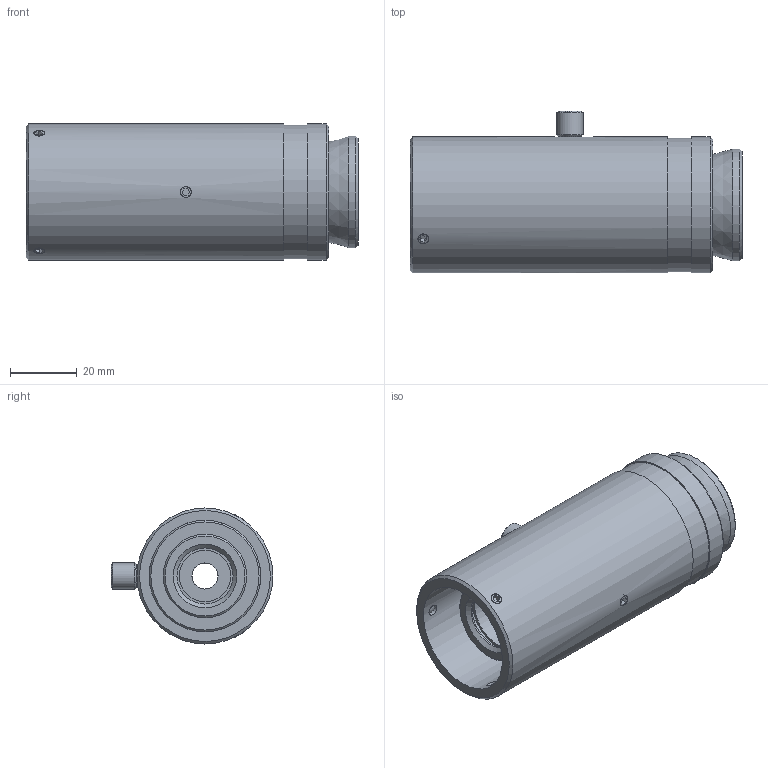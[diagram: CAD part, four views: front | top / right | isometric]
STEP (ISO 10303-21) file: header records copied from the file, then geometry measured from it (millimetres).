
FILE_DESCRIPTION((''),'2;1');
FILE_NAME('6233_0.stp','2006-01-18T11:28:31',('PODLENA'),(''),'Autodesk Inventor 10','Autodesk Inventor 10','');
FILE_SCHEMA(('AUTOMOTIVE_DESIGN { 1 0 10303 214 1 1 1 1 }'));
Length unit declared in the file: inch
Products named in the file (9): 6233_0; 6247; 60148; 7105; Hexagon Socket Set Screw - Cup Point - No. 4 - 40 x 0; 6242; 6243; 6244; 7004
Assembly tree (11 placements, depth 2):
  6233_0
    6247
    60148
    7105
    Hexagon Socket Set Screw - Cup Point - No. 4 - 40 x 0
    6242
    6243
    6244
    7004  x4
Bounding box: 99.19 x 48.39 x 40.64 mm (x, y, z)
Volume: 75811.5 mm3; surface area: 38691.3 mm2
Topology: 11 solids, 11 shells, 151 faces, 313 edges, 202 vertices
Faces by surface type: plane 73, cylinder 40, cone 27, bspline 7, sphere 4
Full cylindrical faces by diameter (mm): 2.845 x1, 3.302 x1, 3.429 x1, 4.166 x4, 7.696 x1, 7.798 x1, 7.874 x1, 9.068 x1, 9.144 x1, 11.176 x1, 15.392 x1, 16.764 x1, 16.916 x1, 19.533 x1, 20.701 x2, 21.361 x2, 22.225 x2, 22.885 x2, 24.892 x2, 26.975 x1, 32.817 x1, 33.325 x3, 33.35 x1, 39.878 x1, 40.64 x2
Entity records: 3545 total; most frequent: CARTESIAN_POINT 1085, DIRECTION 478, ORIENTED_EDGE 326, EDGE_LOOP 226, AXIS2_PLACEMENT_3D 219, EDGE_CURVE 163, VERTEX_POINT 145, FACE_OUTER_BOUND 118
